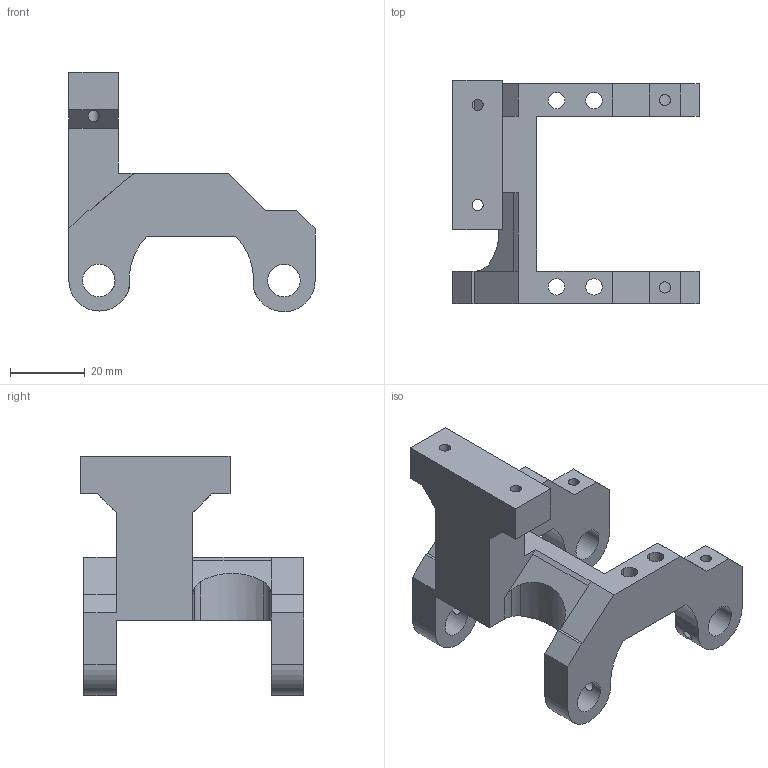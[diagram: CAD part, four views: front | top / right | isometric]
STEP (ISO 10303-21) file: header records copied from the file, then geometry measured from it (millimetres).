
FILE_DESCRIPTION(('STEP AP214'),'1');
FILE_NAME('servo_holder.stp','2022-02-12T22:34:04',(' '),(' '),'Spatial InterOp 3D',' ',' ');
FILE_SCHEMA(('AUTOMOTIVE_DESIGN { 1 0 10303 214 1 1 1 1 }'));
Length unit declared in the file: metre
Products named in the file (1): cuerpo servo
Bounding box: 65.84 x 59.68 x 64.03 mm (x, y, z)
Volume: 42538.3 mm3; surface area: 16649.6 mm2
Topology: 1 solids, 1 shells, 100 faces, 311 edges, 207 vertices
Faces by surface type: cylinder 51, plane 45, extrusion 2, bspline 2
Entity records: 4498 total; most frequent: CARTESIAN_POINT 1659, ORIENTED_EDGE 622, DIRECTION 534, EDGE_CURVE 311, VERTEX_POINT 208, VECTOR 186, LINE 184, AXIS2_PLACEMENT_3D 174
